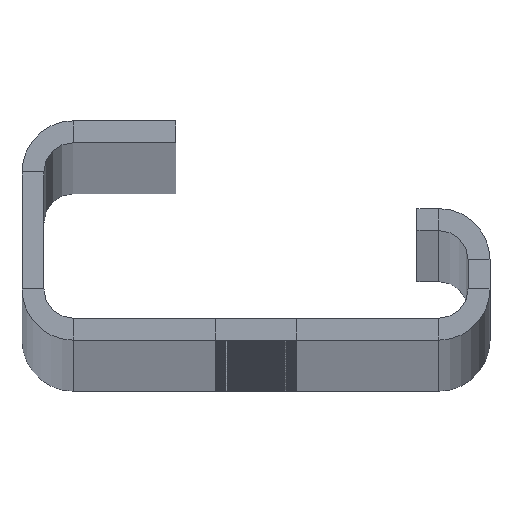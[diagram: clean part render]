
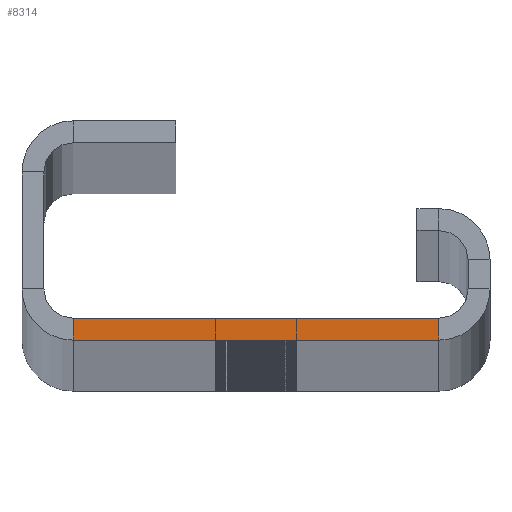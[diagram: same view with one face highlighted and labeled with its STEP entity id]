
A CAD part, top view. The second image highlights one B-rep face of the part: STEP entity #8314.
In plain terms, the highlighted planar face has unit normal (0, 0, 1).
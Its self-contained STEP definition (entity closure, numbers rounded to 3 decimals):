
#504 = VERTEX_POINT ( 'NONE', #14308 ) ;
#699 = FACE_OUTER_BOUND ( 'NONE', #1783, .T. ) ;
#812 = LINE ( 'NONE', #5883, #7144 ) ;
#1783 = EDGE_LOOP ( 'NONE', ( #14939, #14292, #6442, #10148 ) ) ;
#2436 = VECTOR ( 'NONE', #4892, 1000. ) ;
#2591 = CARTESIAN_POINT ( 'NONE',  ( -12.5, -7.5, 1000. ) ) ;
#3324 = VERTEX_POINT ( 'NONE', #10225 ) ;
#3553 = CARTESIAN_POINT ( 'NONE',  ( -12.5, -7.5, 1000. ) ) ;
#3604 = DIRECTION ( 'NONE',  ( 1., 0., 0. ) ) ;
#3610 = EDGE_CURVE ( 'NONE', #504, #8247, #812, .T. ) ;
#4227 = EDGE_CURVE ( 'NONE', #14610, #3324, #13832, .T. ) ;
#4560 = LINE ( 'NONE', #14812, #10370 ) ;
#4624 = EDGE_CURVE ( 'NONE', #3324, #8247, #4560, .T. ) ;
#4765 = VECTOR ( 'NONE', #3604, 1000. ) ;
#4892 = DIRECTION ( 'NONE',  ( 0., -1., 0. ) ) ;
#5067 = CARTESIAN_POINT ( 'NONE',  ( -12.5, -6., 1000. ) ) ;
#5871 = DIRECTION ( 'NONE',  ( 1., 0., 0. ) ) ;
#5883 = CARTESIAN_POINT ( 'NONE',  ( -12.5, -6., 1000. ) ) ;
#6442 = ORIENTED_EDGE ( 'NONE', *, *, #3610, .F. ) ;
#7144 = VECTOR ( 'NONE', #5871, 1000. ) ;
#7182 = EDGE_CURVE ( 'NONE', #504, #14610, #7962, .T. ) ;
#7537 = DIRECTION ( 'NONE',  ( 1., 0., 0. ) ) ;
#7551 = DIRECTION ( 'NONE',  ( 0., 0., 1. ) ) ;
#7566 = CARTESIAN_POINT ( 'NONE',  ( 14.5, -4., 1000. ) ) ;
#7657 = PLANE ( 'NONE',  #11265 ) ;
#7962 = LINE ( 'NONE', #5067, #2436 ) ;
#8189 = CARTESIAN_POINT ( 'NONE',  ( 12.5, -6., 1000. ) ) ;
#8247 = VERTEX_POINT ( 'NONE', #8189 ) ;
#8314 = ADVANCED_FACE ( 'NONE', ( #699 ), #7657, .T. ) ;
#10148 = ORIENTED_EDGE ( 'NONE', *, *, #7182, .T. ) ;
#10225 = CARTESIAN_POINT ( 'NONE',  ( 12.5, -7.5, 1000. ) ) ;
#10370 = VECTOR ( 'NONE', #14835, 1000. ) ;
#11265 = AXIS2_PLACEMENT_3D ( 'NONE', #7566, #7551, #7537 ) ;
#13832 = LINE ( 'NONE', #3553, #4765 ) ;
#14292 = ORIENTED_EDGE ( 'NONE', *, *, #4624, .T. ) ;
#14308 = CARTESIAN_POINT ( 'NONE',  ( -12.5, -6., 1000. ) ) ;
#14610 = VERTEX_POINT ( 'NONE', #2591 ) ;
#14812 = CARTESIAN_POINT ( 'NONE',  ( 12.5, -7.5, 1000. ) ) ;
#14835 = DIRECTION ( 'NONE',  ( 0., 1., 0. ) ) ;
#14939 = ORIENTED_EDGE ( 'NONE', *, *, #4227, .T. ) ;
